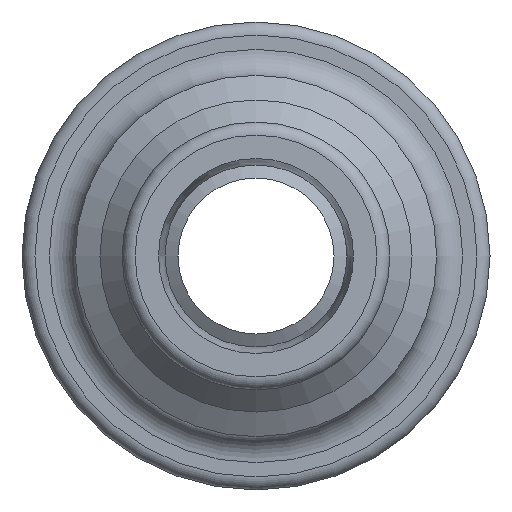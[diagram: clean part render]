
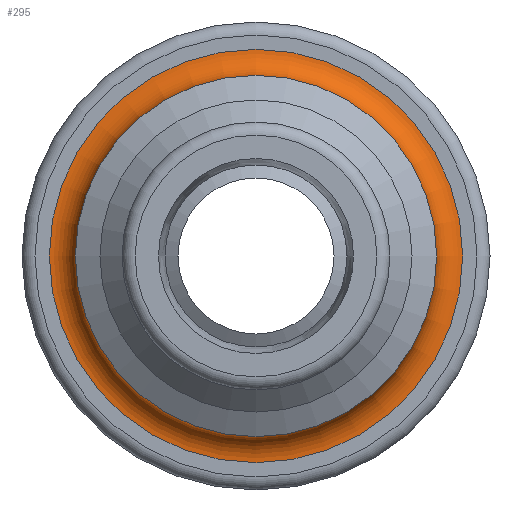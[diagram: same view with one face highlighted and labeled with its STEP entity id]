
A CAD part, left-side view. The second image highlights one B-rep face of the part: STEP entity #295.
In plain terms, the highlighted toroidal (fillet/blend) face has major radius 7.95 mm and minor radius 1 mm.
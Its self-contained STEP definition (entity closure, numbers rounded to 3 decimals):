
#37=FACE_BOUND('',#94,.T.);
#65=FACE_OUTER_BOUND('',#93,.T.);
#93=EDGE_LOOP('',(#233));
#94=EDGE_LOOP('',(#234));
#149=CIRCLE('',#326,6.95);
#150=CIRCLE('',#327,7.95);
#177=VERTEX_POINT('',#497);
#178=VERTEX_POINT('',#499);
#205=EDGE_CURVE('',#177,#177,#149,.T.);
#206=EDGE_CURVE('',#178,#178,#150,.T.);
#233=ORIENTED_EDGE('',*,*,#205,.T.);
#234=ORIENTED_EDGE('',*,*,#206,.T.);
#289=TOROIDAL_SURFACE('',#325,7.95,1.);
#295=ADVANCED_FACE('',(#65,#37),#289,.F.);
#325=AXIS2_PLACEMENT_3D('',#496,#383,#384);
#326=AXIS2_PLACEMENT_3D('',#498,#385,#386);
#327=AXIS2_PLACEMENT_3D('',#500,#387,#388);
#383=DIRECTION('center_axis',(1.,0.,0.));
#384=DIRECTION('ref_axis',(0.,0.,-1.));
#385=DIRECTION('center_axis',(1.,0.,0.));
#386=DIRECTION('ref_axis',(0.,-1.,0.));
#387=DIRECTION('center_axis',(-1.,0.,0.));
#388=DIRECTION('ref_axis',(0.,-1.,0.));
#496=CARTESIAN_POINT('Origin',(-24.75,0.,0.));
#497=CARTESIAN_POINT('',(-24.75,6.95,0.));
#498=CARTESIAN_POINT('Origin',(-24.75,0.,0.));
#499=CARTESIAN_POINT('',(-23.75,7.95,0.));
#500=CARTESIAN_POINT('Origin',(-23.75,0.,0.));
